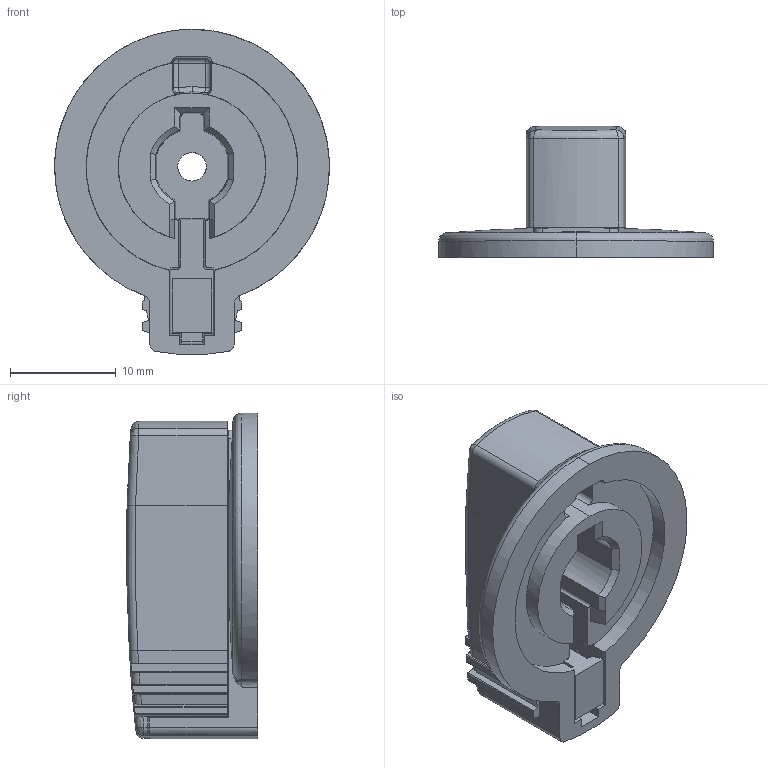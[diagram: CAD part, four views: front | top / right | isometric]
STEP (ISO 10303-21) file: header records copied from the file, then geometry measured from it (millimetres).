
FILE_DESCRIPTION((''),'2;1');
FILE_NAME('Drehknebel_Abschl_Notaus.stp', '2011-02-07T11:36:56',('User'),('SDRC'),'I-DEAS Master Series','UNIX','Yes');
FILE_SCHEMA(('AUTOMOTIVE_DESIGN { 1 0 10303 214 1 1 1 1 }'));
Length unit declared in the file: millimetre
Products named in the file (1): Drehknebel_Abschl_Notaus
Bounding box: 26 x 12.4 x 30.78 mm (x, y, z)
Surface area: 4211.8 mm2 (no closed solid volume)
Topology: 0 solids, 2 shells, 344 faces, 926 edges, 568 vertices
Faces by surface type: bspline 344
Entity records: 12536 total; most frequent: CARTESIAN_POINT 6303, ORIENTED_EDGE 1816, EDGE_CURVE 908, OVER_RIDING_STYLED_ITEM 907, B_SPLINE_CURVE_WITH_KNOTS 605, VERTEX_POINT 568, EDGE_LOOP 355, FACE_OUTER_BOUND 344
